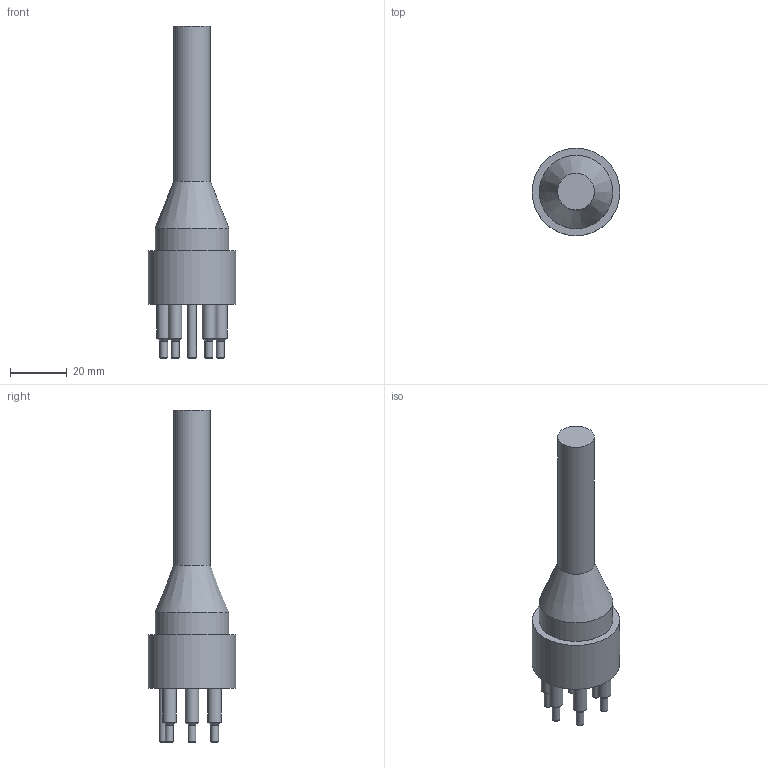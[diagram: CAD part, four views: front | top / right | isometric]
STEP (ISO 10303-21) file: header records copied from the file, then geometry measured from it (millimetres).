
FILE_DESCRIPTION(/* description */ (''),/* implementation_level */ '2;1');
FILE_NAME(/* name */ 'IL6M.stp',/* time_stamp */ '2014-11-14T11:53:52+01:00',/* author */ ('sh'),/* organization */ (''),/* preprocessor_version */ 'ST-DEVELOPER v15.2',/* originating_system */ 'Autodesk Inventor 2014',/* authorisation */ '');
FILE_SCHEMA (('AUTOMOTIVE_DESIGN { 1 0 10303 214 3 1 1 }'));
Length unit declared in the file: millimetre
Products named in the file (1): IL6M
Bounding box: 31 x 31 x 117.5 mm (x, y, z)
Volume: 32742.2 mm3; surface area: 8564.3 mm2
Topology: 1 solids, 1 shells, 158 faces, 401 edges, 261 vertices
Faces by surface type: plane 65, bspline 63, cylinder 16, cone 14
Full cylindrical faces by diameter (mm): 2.8 x6, 3.2 x1, 4.8 x6, 13 x1, 26 x1, 31 x1
Entity records: 5061 total; most frequent: CARTESIAN_POINT 1606, ORIENTED_EDGE 738, DIRECTION 474, EDGE_CURVE 369, VERTEX_POINT 259, LINE 204, VECTOR 204, EDGE_LOOP 204
